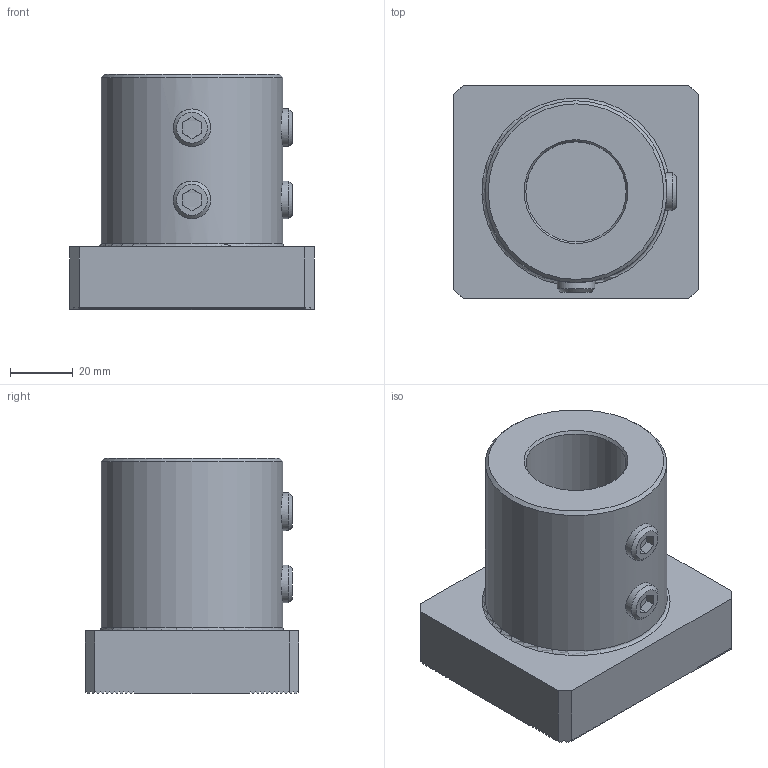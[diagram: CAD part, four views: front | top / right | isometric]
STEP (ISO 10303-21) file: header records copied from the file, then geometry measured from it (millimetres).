
FILE_DESCRIPTION(/* description */ (''),/* implementation_level */ '2;1');
FILE_NAME(/* name */ 'W9990905_stp.stp',/* time_stamp */ '2013-09-04T13:08:49+02:00',/* author */ (''),/* organization */ (''),/* preprocessor_version */ 'ST-DEVELOPER v11',/* originating_system */ 'SIEMENS PLM Software NX 7.5',/* authorisation */ '');
FILE_SCHEMA (('AUTOMOTIVE_DESIGN { 1 0 10303 214 1 1 1 1 }'));
Length unit declared in the file: millimetre
Products named in the file (1): reic2B5Al8jg
Bounding box: 78 x 68 x 75 mm (x, y, z)
Volume: 199049.8 mm3; surface area: 33992.1 mm2
Topology: 1 solids, 1 shells, 126 faces, 342 edges, 227 vertices
Faces by surface type: plane 107, cylinder 12, cone 6, torus 1
Full cylindrical faces by diameter (mm): 12 x4, 32 x1, 58 x1
Entity records: 3858 total; most frequent: CARTESIAN_POINT 733, ORIENTED_EDGE 638, DIRECTION 608, EDGE_CURVE 319, LINE 276, VECTOR 276, VERTEX_POINT 219, AXIS2_PLACEMENT_3D 166
